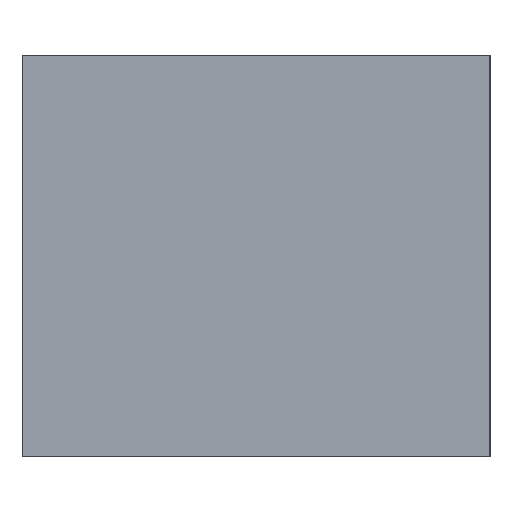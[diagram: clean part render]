
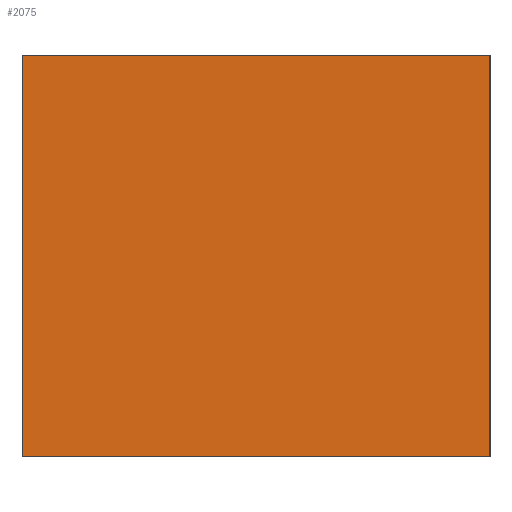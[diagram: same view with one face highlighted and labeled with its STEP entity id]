
A CAD part, left-side view. The second image highlights one B-rep face of the part: STEP entity #2075.
In plain terms, the highlighted planar face has unit normal (-1, 0, 0).
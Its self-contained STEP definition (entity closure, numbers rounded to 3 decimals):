
#873=EDGE_CURVE('',#1731,#1989,#2287,.T.);
#1037=EDGE_CURVE('',#1539,#1321,#2475,.T.);
#1321=VERTEX_POINT('',#2790);
#1539=VERTEX_POINT('',#3041);
#1719=EDGE_CURVE('',#1989,#1539,#3244,.T.);
#1731=VERTEX_POINT('',#3258);
#1989=VERTEX_POINT('',#3552);
#2025=EDGE_CURVE('',#1731,#1321,#3589,.T.);
#2075=ADVANCED_FACE('',(#3644),#3645,.T.);
#2287=LINE('',#3901,#3902);
#2475=LINE('',#4145,#4146);
#2790=CARTESIAN_POINT('',(-52.5,17.5,30.0));
#3041=CARTESIAN_POINT('',(-52.5,-17.5,30.0));
#3244=LINE('',#5126,#5127);
#3258=CARTESIAN_POINT('',(-52.5,17.5,0.0));
#3552=CARTESIAN_POINT('',(-52.5,-17.5,0.0));
#3589=LINE('',#5579,#5580);
#3644=FACE_OUTER_BOUND('',#5652,.T.);
#3645=PLANE('',#5653);
#3901=CARTESIAN_POINT('',(-52.5,17.5,0.0));
#3902=VECTOR('',#5910,1.0);
#4145=CARTESIAN_POINT('',(-52.5,17.5,30.0));
#4146=VECTOR('',#6187,1.0);
#5126=CARTESIAN_POINT('',(-52.5,-17.5,0.0));
#5127=VECTOR('',#7280,1.0);
#5579=CARTESIAN_POINT('',(-52.5,17.5,0.0));
#5580=VECTOR('',#7743,1.0);
#5652=EDGE_LOOP('',(#7816,#7817,#7818,#7819));
#5653=AXIS2_PLACEMENT_3D('',#7820,#7821,#7822);
#5910=DIRECTION('',(0.0,-1.0,0.0));
#6187=DIRECTION('',(0.0,1.0,0.0));
#7280=DIRECTION('',(0.0,0.0,1.0));
#7743=DIRECTION('',(0.0,0.0,1.0));
#7816=ORIENTED_EDGE('',*,*,#1037,.T.);
#7817=ORIENTED_EDGE('',*,*,#2025,.F.);
#7818=ORIENTED_EDGE('',*,*,#873,.T.);
#7819=ORIENTED_EDGE('',*,*,#1719,.T.);
#7820=CARTESIAN_POINT('',(-52.5,-17.5,0.0));
#7821=DIRECTION('',(-1.0,0.0,0.0));
#7822=DIRECTION('',(0.0,0.0,1.0));
